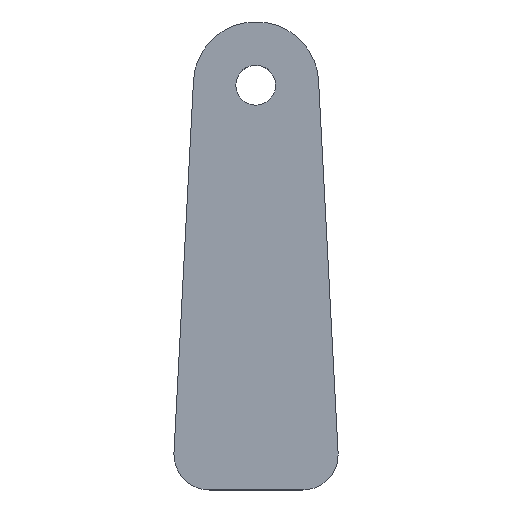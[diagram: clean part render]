
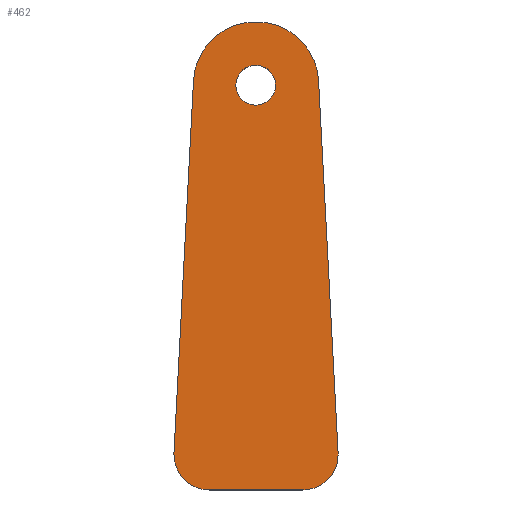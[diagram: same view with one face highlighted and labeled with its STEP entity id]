
A CAD part, top view. The second image highlights one B-rep face of the part: STEP entity #462.
In plain terms, the highlighted planar face has unit normal (0, 0, 1).
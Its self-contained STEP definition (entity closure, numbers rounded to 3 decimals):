
#1 = ORIENTED_EDGE ( 'NONE', *, *, #207, .T. ) ;
#3 = FACE_BOUND ( 'NONE', #1455, .T. ) ;
#39 = DIRECTION ( 'NONE',  ( -1., 0., 0. ) ) ;
#88 = CARTESIAN_POINT ( 'NONE',  ( 9.417, 45.927, 2.5 ) ) ;
#128 = EDGE_CURVE ( 'NONE', #1105, #519, #402, .T. ) ;
#136 = CIRCLE ( 'NONE', #583, 7. ) ;
#140 = EDGE_CURVE ( 'NONE', #956, #209, #436, .T. ) ;
#145 = DIRECTION ( 'NONE',  ( 1., 0., 0. ) ) ;
#189 = CARTESIAN_POINT ( 'NONE',  ( 9.583, 52.927, 2.5 ) ) ;
#198 = FACE_OUTER_BOUND ( 'NONE', #1445, .T. ) ;
#200 = CARTESIAN_POINT ( 'NONE',  ( 9.468, 45.777, 2.5 ) ) ;
#207 = EDGE_CURVE ( 'NONE', #866, #1858, #749, .T. ) ;
#209 = VERTEX_POINT ( 'NONE', #601 ) ;
#230 = CARTESIAN_POINT ( 'NONE',  ( 14.785, 0., 2.5 ) ) ;
#233 = LINE ( 'NONE', #1589, #2063 ) ;
#235 = DIRECTION ( 'NONE',  ( 1., 0., 0. ) ) ;
#263 = DIRECTION ( 'NONE',  ( -0.052, -0.999, 0. ) ) ;
#308 = AXIS2_PLACEMENT_3D ( 'NONE', #860, #1003, #2024 ) ;
#332 = ORIENTED_EDGE ( 'NONE', *, *, #824, .T. ) ;
#402 = LINE ( 'NONE', #2043, #1702 ) ;
#408 = DIRECTION ( 'NONE',  ( -1., 0., 0. ) ) ;
#416 = ORIENTED_EDGE ( 'NONE', *, *, #1972, .T. ) ;
#436 = CIRCLE ( 'NONE', #1028, 4. ) ;
#451 = CARTESIAN_POINT ( 'NONE',  ( 9.417, 52.927, 2.5 ) ) ;
#462 = ADVANCED_FACE ( 'NONE', ( #3, #198 ), #1527, .F. ) ;
#479 = CIRCLE ( 'NONE', #308, 4. ) ;
#519 = VERTEX_POINT ( 'NONE', #230 ) ;
#583 = AXIS2_PLACEMENT_3D ( 'NONE', #88, #1587, #869 ) ;
#597 = ORIENTED_EDGE ( 'NONE', *, *, #1762, .T. ) ;
#601 = CARTESIAN_POINT ( 'NONE',  ( 0.215, 4., 2.5 ) ) ;
#628 = VERTEX_POINT ( 'NONE', #1560 ) ;
#637 = DIRECTION ( 'NONE',  ( 0., 0., 1. ) ) ;
#648 = VECTOR ( 'NONE', #1582, 1000. ) ;
#655 = EDGE_CURVE ( 'NONE', #1922, #956, #233, .T. ) ;
#659 = DIRECTION ( 'NONE',  ( -1., 0., 0. ) ) ;
#698 = DIRECTION ( 'NONE',  ( 0., 0., -1. ) ) ;
#713 = ORIENTED_EDGE ( 'NONE', *, *, #140, .T. ) ;
#749 = LINE ( 'NONE', #921, #648 ) ;
#779 = CARTESIAN_POINT ( 'NONE',  ( 18.779, 4.209, 2.5 ) ) ;
#808 = CARTESIAN_POINT ( 'NONE',  ( 4.215, 4., 2.5 ) ) ;
#824 = EDGE_CURVE ( 'NONE', #1638, #948, #1524, .T. ) ;
#860 = CARTESIAN_POINT ( 'NONE',  ( 14.785, 4., 2.5 ) ) ;
#866 = VERTEX_POINT ( 'NONE', #189 ) ;
#869 = DIRECTION ( 'NONE',  ( -1., 0., 0. ) ) ;
#874 = EDGE_CURVE ( 'NONE', #1006, #628, #1058, .T. ) ;
#921 = CARTESIAN_POINT ( 'NONE',  ( 9.417, 52.927, 2.5 ) ) ;
#948 = VERTEX_POINT ( 'NONE', #1755 ) ;
#956 = VERTEX_POINT ( 'NONE', #1928 ) ;
#1003 = DIRECTION ( 'NONE',  ( 0., 0., 1. ) ) ;
#1006 = VERTEX_POINT ( 'NONE', #779 ) ;
#1028 = AXIS2_PLACEMENT_3D ( 'NONE', #1221, #1861, #235 ) ;
#1058 = LINE ( 'NONE', #1729, #1544 ) ;
#1085 = DIRECTION ( 'NONE',  ( 0., 0., -1. ) ) ;
#1105 = VERTEX_POINT ( 'NONE', #1969 ) ;
#1141 = CIRCLE ( 'NONE', #1736, 2.25 ) ;
#1221 = CARTESIAN_POINT ( 'NONE',  ( 4.215, 4., 2.5 ) ) ;
#1280 = AXIS2_PLACEMENT_3D ( 'NONE', #200, #698, #1720 ) ;
#1300 = ORIENTED_EDGE ( 'NONE', *, *, #128, .T. ) ;
#1316 = DIRECTION ( 'NONE',  ( 0., 0., 1. ) ) ;
#1329 = CARTESIAN_POINT ( 'NONE',  ( 9.417, 45.927, 2.5 ) ) ;
#1371 = ORIENTED_EDGE ( 'NONE', *, *, #874, .T. ) ;
#1403 = DIRECTION ( 'NONE',  ( 1., 0., 0. ) ) ;
#1445 = EDGE_LOOP ( 'NONE', ( #1742, #2106, #713, #2059, #1300, #597, #1371, #1997, #1 ) ) ;
#1455 = EDGE_LOOP ( 'NONE', ( #416, #332 ) ) ;
#1524 = CIRCLE ( 'NONE', #1280, 2.25 ) ;
#1527 = PLANE ( 'NONE',  #2136 ) ;
#1544 = VECTOR ( 'NONE', #2010, 1000. ) ;
#1560 = CARTESIAN_POINT ( 'NONE',  ( 16.574, 46.294, 2.5 ) ) ;
#1582 = DIRECTION ( 'NONE',  ( -1., 0., 0. ) ) ;
#1587 = DIRECTION ( 'NONE',  ( 0., 0., 1. ) ) ;
#1589 = CARTESIAN_POINT ( 'NONE',  ( 0.221, 4.209, 2.5 ) ) ;
#1613 = AXIS2_PLACEMENT_3D ( 'NONE', #2153, #637, #659 ) ;
#1629 = EDGE_CURVE ( 'NONE', #628, #866, #2128, .T. ) ;
#1638 = VERTEX_POINT ( 'NONE', #1668 ) ;
#1668 = CARTESIAN_POINT ( 'NONE',  ( 11.718, 45.777, 2.5 ) ) ;
#1702 = VECTOR ( 'NONE', #1403, 1000. ) ;
#1720 = DIRECTION ( 'NONE',  ( -1., 0., 0. ) ) ;
#1729 = CARTESIAN_POINT ( 'NONE',  ( 18.779, 4.209, 2.5 ) ) ;
#1736 = AXIS2_PLACEMENT_3D ( 'NONE', #1899, #1085, #408 ) ;
#1742 = ORIENTED_EDGE ( 'NONE', *, *, #1827, .T. ) ;
#1755 = CARTESIAN_POINT ( 'NONE',  ( 7.218, 45.777, 2.5 ) ) ;
#1762 = EDGE_CURVE ( 'NONE', #519, #1006, #479, .T. ) ;
#1799 = CIRCLE ( 'NONE', #2070, 4. ) ;
#1827 = EDGE_CURVE ( 'NONE', #1858, #1922, #136, .T. ) ;
#1830 = DIRECTION ( 'NONE',  ( 0., 0., -1. ) ) ;
#1858 = VERTEX_POINT ( 'NONE', #451 ) ;
#1861 = DIRECTION ( 'NONE',  ( 0., 0., 1. ) ) ;
#1899 = CARTESIAN_POINT ( 'NONE',  ( 9.468, 45.777, 2.5 ) ) ;
#1922 = VERTEX_POINT ( 'NONE', #2085 ) ;
#1928 = CARTESIAN_POINT ( 'NONE',  ( 0.221, 4.209, 2.5 ) ) ;
#1969 = CARTESIAN_POINT ( 'NONE',  ( 4.215, 0., 2.5 ) ) ;
#1972 = EDGE_CURVE ( 'NONE', #948, #1638, #1141, .T. ) ;
#1997 = ORIENTED_EDGE ( 'NONE', *, *, #1629, .T. ) ;
#2010 = DIRECTION ( 'NONE',  ( -0.052, 0.999, 0. ) ) ;
#2024 = DIRECTION ( 'NONE',  ( 1., 0., 0. ) ) ;
#2043 = CARTESIAN_POINT ( 'NONE',  ( 4.215, 0., 2.5 ) ) ;
#2058 = EDGE_CURVE ( 'NONE', #209, #1105, #1799, .T. ) ;
#2059 = ORIENTED_EDGE ( 'NONE', *, *, #2058, .T. ) ;
#2063 = VECTOR ( 'NONE', #263, 1000. ) ;
#2070 = AXIS2_PLACEMENT_3D ( 'NONE', #808, #1316, #145 ) ;
#2085 = CARTESIAN_POINT ( 'NONE',  ( 2.426, 46.294, 2.5 ) ) ;
#2106 = ORIENTED_EDGE ( 'NONE', *, *, #655, .T. ) ;
#2128 = CIRCLE ( 'NONE', #1613, 7. ) ;
#2136 = AXIS2_PLACEMENT_3D ( 'NONE', #1329, #1830, #39 ) ;
#2153 = CARTESIAN_POINT ( 'NONE',  ( 9.583, 45.927, 2.5 ) ) ;
